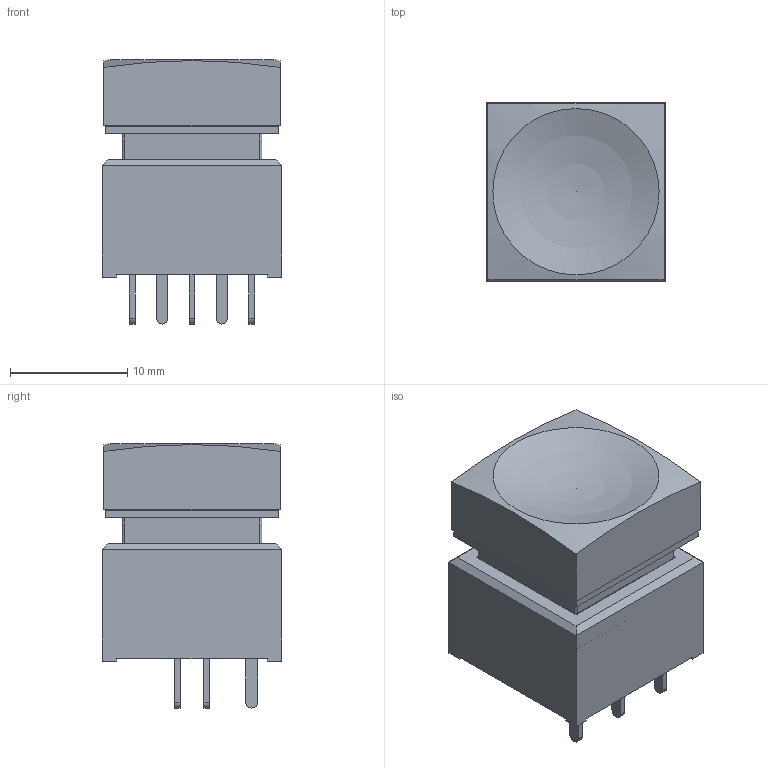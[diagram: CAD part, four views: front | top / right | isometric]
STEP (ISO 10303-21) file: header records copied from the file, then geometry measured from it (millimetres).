
FILE_DESCRIPTION(('FreeCAD Model'),'2;1');
FILE_NAME('Open CASCADE Shape Model','2025-08-02T10:05:20',(''),(''), 'Open CASCADE STEP processor 7.8','FreeCAD','Unknown');
FILE_SCHEMA(('AUTOMOTIVE_DESIGN { 1 0 10303 214 1 1 1 1 }'));
Length unit declared in the file: millimetre
Products named in the file (9): PushButton_Honyone_PB26_13M_B_WT_RGB_N; Body - Socket; Body - Shaft; Body - Base plate; Body - Diffusser; Cut - Cap; Body - Light reflector cutout; Body - Bottom plate; Fillet - Pins
Assembly tree (8 placements, depth 2):
  PushButton_Honyone_PB26_13M_B_WT_RGB_N
    Body - Socket
    Body - Shaft
    Body - Base plate
    Body - Diffusser
    Cut - Cap
    Body - Light reflector cutout
    Body - Bottom plate
    Fillet - Pins
Bounding box: 15.3 x 15.3 x 22.5 mm (x, y, z)
Volume: 2647.7 mm3; surface area: 4326 mm2
Topology: 14 solids, 14 shells, 135 faces, 317 edges, 210 vertices
Faces by surface type: plane 111, cylinder 22, sphere 2
Entity records: 4101 total; most frequent: CARTESIAN_POINT 670, DIRECTION 654, ORIENTED_EDGE 632, EDGE_CURVE 316, LINE 266, VECTOR 266, VERTEX_POINT 210, AXIS2_PLACEMENT_3D 194
